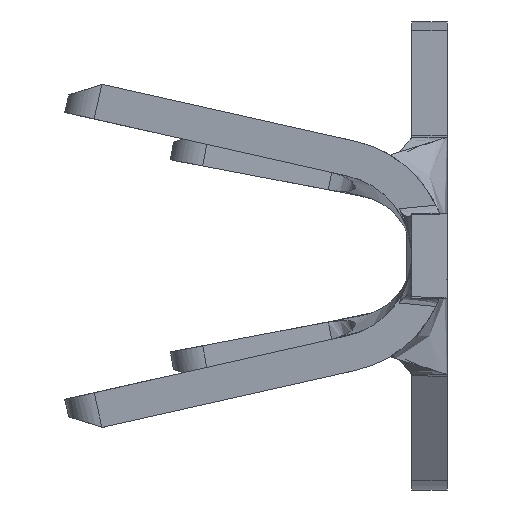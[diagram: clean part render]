
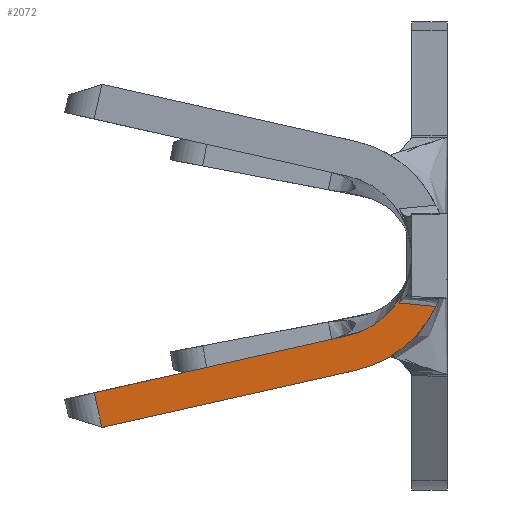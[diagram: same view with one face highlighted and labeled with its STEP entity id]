
A CAD part, left-side view. The second image highlights one B-rep face of the part: STEP entity #2072.
In plain terms, the highlighted planar face has unit normal (-0.996, 0.087, 0).
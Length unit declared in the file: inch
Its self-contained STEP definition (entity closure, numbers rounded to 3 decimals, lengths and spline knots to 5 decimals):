
#50 = EDGE_CURVE ( 'NONE', #6226, #5265, #4792, .T. ) ;
#170 = VECTOR ( 'NONE', #2383, 39.37008 ) ;
#171 = CARTESIAN_POINT ( 'NONE',  ( -0.69341, 0.0182, -0.03751 ) ) ;
#311 = AXIS2_PLACEMENT_3D ( 'NONE', #502, #487, #480 ) ;
#357 = CARTESIAN_POINT ( 'NONE',  ( -0.67214, 0.26126, -0.13 ) ) ;
#399 = EDGE_CURVE ( 'NONE', #904, #5307, #5606, .T. ) ;
#480 = DIRECTION ( 'NONE',  ( 0.087, 0.996, 0. ) ) ;
#487 = DIRECTION ( 'NONE',  ( 0.996, -0.087, 0. ) ) ;
#502 = CARTESIAN_POINT ( 'NONE',  ( -0.695, 0., -0.13 ) ) ;
#515 = PLANE ( 'NONE',  #311 ) ;
#793 = CARTESIAN_POINT ( 'NONE',  ( -0.69286, 0.02441, -0.03697 ) ) ;
#893 = CARTESIAN_POINT ( 'NONE',  ( -0.69211, 0.033, -0.02701 ) ) ;
#899 = VECTOR ( 'NONE', #2051, 39.37008 ) ;
#904 = VERTEX_POINT ( 'NONE', #5415 ) ;
#912 = CARTESIAN_POINT ( 'NONE',  ( -0.69196, 0.03471, -0.03138 ) ) ;
#974 = FACE_OUTER_BOUND ( 'NONE', #2743, .T. ) ;
#1058 = CARTESIAN_POINT ( 'NONE',  ( -0.69424, 0.00869, -0.03836 ) ) ;
#1202 = VERTEX_POINT ( 'NONE', #1521 ) ;
#1314 = CARTESIAN_POINT ( 'NONE',  ( -0.6902, 0.05489, -0.05587 ) ) ;
#1350 = CARTESIAN_POINT ( 'NONE',  ( -0.68892, 0.06946, -0.08683 ) ) ;
#1373 = CARTESIAN_POINT ( 'NONE',  ( -0.69424, 0.00869, -0.03836 ) ) ;
#1400 = CARTESIAN_POINT ( 'NONE',  ( -0.69238, 0.02999, -0.03643 ) ) ;
#1521 = CARTESIAN_POINT ( 'NONE',  ( -0.69424, 0.00869, -0.03836 ) ) ;
#1622 = EDGE_CURVE ( 'NONE', #904, #5985, #3052, .T. ) ;
#1823 = VERTEX_POINT ( 'NONE', #1350 ) ;
#1993 = VECTOR ( 'NONE', #4624, 39.37008 ) ;
#1997 = CARTESIAN_POINT ( 'NONE',  ( -0.692, 0.03428, -0.03599 ) ) ;
#2051 = DIRECTION ( 'NONE',  ( -0.019, -0.22, -0.975 ) ) ;
#2072 = ADVANCED_FACE ( 'NONE', ( #974 ), #515, .F. ) ;
#2119 = CARTESIAN_POINT ( 'NONE',  ( -0.67321, 0.24906, -0.18649 ) ) ;
#2251 = CARTESIAN_POINT ( 'NONE',  ( -0.69129, 0.04237, -0.08073 ) ) ;
#2383 = DIRECTION ( 'NONE',  ( 0.085, 0.972, -0.219 ) ) ;
#2410 =( BOUNDED_CURVE ( )  B_SPLINE_CURVE ( 3, ( #1058, #4630, #2251, #6322 ),
 .UNSPECIFIED., .F., .F. ) 
 B_SPLINE_CURVE_WITH_KNOTS ( ( 4, 4 ),
 ( 3.58722, 4.49099 ),
 .UNSPECIFIED. ) 
 CURVE ( )  GEOMETRIC_REPRESENTATION_ITEM ( )  RATIONAL_B_SPLINE_CURVE ( ( 1., 0.933, 0.933, 1. ) ) 
 REPRESENTATION_ITEM ( '' )  );
#2435 = ORIENTED_EDGE ( 'NONE', *, *, #5147, .T. ) ;
#2652 = ORIENTED_EDGE ( 'NONE', *, *, #3925, .F. ) ;
#2703 = EDGE_CURVE ( 'NONE', #5712, #5307, #3775, .T. ) ;
#2743 = EDGE_LOOP ( 'NONE', ( #6863, #2435, #5562, #2652, #5728, #2839, #7374, #3017 ) ) ;
#2839 = ORIENTED_EDGE ( 'NONE', *, *, #399, .T. ) ;
#3017 = ORIENTED_EDGE ( 'NONE', *, *, #4928, .F. ) ;
#3052 = LINE ( 'NONE', #5240, #5936 ) ;
#3129 = CARTESIAN_POINT ( 'NONE',  ( -0.69226, 0.03128, -0.02264 ) ) ;
#3188 = CARTESIAN_POINT ( 'NONE',  ( -0.69408, 0.01047, -0.03819 ) ) ;
#3336 = EDGE_CURVE ( 'NONE', #1202, #1823, #2410, .T. ) ;
#3499 = CARTESIAN_POINT ( 'NONE',  ( -0.67209, 0.26182, -0.12983 ) ) ;
#3775 = LINE ( 'NONE', #4026, #1993 ) ;
#3779 = CARTESIAN_POINT ( 'NONE',  ( -0.69371, 0.01477, -0.03779 ) ) ;
#3925 = EDGE_CURVE ( 'NONE', #5985, #5265, #4042, .T. ) ;
#4026 = CARTESIAN_POINT ( 'NONE',  ( -0.67006, 0.28505, -0.12258 ) ) ;
#4042 =( BOUNDED_CURVE ( )  B_SPLINE_CURVE ( 3, ( #5442, #1314, #6567, #3129 ),
 .UNSPECIFIED., .F., .F. ) 
 B_SPLINE_CURVE_WITH_KNOTS ( ( 4, 4 ),
 ( 1.79219, 2.76778 ),
 .UNSPECIFIED. ) 
 CURVE ( )  GEOMETRIC_REPRESENTATION_ITEM ( )  RATIONAL_B_SPLINE_CURVE ( ( 1., 0.922, 0.922, 1. ) ) 
 REPRESENTATION_ITEM ( '' )  );
#4153 = CARTESIAN_POINT ( 'NONE',  ( -0.69181, 0.03642, -0.03575 ) ) ;
#4319 = CARTESIAN_POINT ( 'NONE',  ( -0.69226, 0.03128, -0.02264 ) ) ;
#4326 = CARTESIAN_POINT ( 'NONE',  ( -0.69181, 0.03642, -0.03575 ) ) ;
#4379 = CARTESIAN_POINT ( 'NONE',  ( -0.69311, 0.02162, -0.03721 ) ) ;
#4457 = CARTESIAN_POINT ( 'NONE',  ( -0.6884, 0.07539, -0.06049 ) ) ;
#4624 = DIRECTION ( 'NONE',  ( 0.083, 0.951, 0.297 ) ) ;
#4630 = CARTESIAN_POINT ( 'NONE',  ( -0.69319, 0.02066, -0.06342 ) ) ;
#4752 = LINE ( 'NONE', #5878, #170 ) ;
#4792 = B_SPLINE_CURVE_WITH_KNOTS ( 'NONE', 3,
 ( #4326, #912, #893, #4319 ),
 .UNSPECIFIED., .F., .F.,
 ( 4, 4 ),
 ( 0., 0.00036 ),
 .UNSPECIFIED. ) ;
#4928 = EDGE_CURVE ( 'NONE', #1823, #5712, #4752, .T. ) ;
#4942 = CARTESIAN_POINT ( 'NONE',  ( -0.69416, 0.00958, -0.03827 ) ) ;
#4968 = CARTESIAN_POINT ( 'NONE',  ( -0.69262, 0.0272, -0.03671 ) ) ;
#5084 = B_SPLINE_CURVE_WITH_KNOTS ( 'NONE', 3,
 ( #1373, #4942, #3188, #7163, #3779, #171, #4379, #793, #4968, #1400, #5517, #1997, #6080 ),
 .UNSPECIFIED., .F., .F.,
 ( 4, 3, 3, 3, 4 ),
 ( 0., 0.00007, 0.00033, 0.00055, 0.00071 ),
 .UNSPECIFIED. ) ;
#5130 = DIRECTION ( 'NONE',  ( -0.085, -0.972, 0.219 ) ) ;
#5147 = EDGE_CURVE ( 'NONE', #1202, #6226, #5084, .T. ) ;
#5240 = CARTESIAN_POINT ( 'NONE',  ( -0.68845, 0.07484, -0.06036 ) ) ;
#5265 = VERTEX_POINT ( 'NONE', #5596 ) ;
#5307 = VERTEX_POINT ( 'NONE', #3499 ) ;
#5415 = CARTESIAN_POINT ( 'NONE',  ( -0.67158, 0.26768, -0.10377 ) ) ;
#5442 = CARTESIAN_POINT ( 'NONE',  ( -0.6884, 0.07539, -0.06049 ) ) ;
#5517 = CARTESIAN_POINT ( 'NONE',  ( -0.69219, 0.03214, -0.03622 ) ) ;
#5562 = ORIENTED_EDGE ( 'NONE', *, *, #50, .T. ) ;
#5596 = CARTESIAN_POINT ( 'NONE',  ( -0.69226, 0.03128, -0.02264 ) ) ;
#5606 = LINE ( 'NONE', #2119, #899 ) ;
#5712 = VERTEX_POINT ( 'NONE', #357 ) ;
#5728 = ORIENTED_EDGE ( 'NONE', *, *, #1622, .F. ) ;
#5878 = CARTESIAN_POINT ( 'NONE',  ( -0.68897, 0.06895, -0.08671 ) ) ;
#5936 = VECTOR ( 'NONE', #5130, 39.37008 ) ;
#5985 = VERTEX_POINT ( 'NONE', #4457 ) ;
#6080 = CARTESIAN_POINT ( 'NONE',  ( -0.69181, 0.03642, -0.03575 ) ) ;
#6226 = VERTEX_POINT ( 'NONE', #4153 ) ;
#6322 = CARTESIAN_POINT ( 'NONE',  ( -0.68892, 0.06946, -0.08683 ) ) ;
#6567 = CARTESIAN_POINT ( 'NONE',  ( -0.69159, 0.03895, -0.0422 ) ) ;
#6863 = ORIENTED_EDGE ( 'NONE', *, *, #3336, .F. ) ;
#7163 = CARTESIAN_POINT ( 'NONE',  ( -0.69401, 0.01136, -0.0381 ) ) ;
#7374 = ORIENTED_EDGE ( 'NONE', *, *, #2703, .F. ) ;
